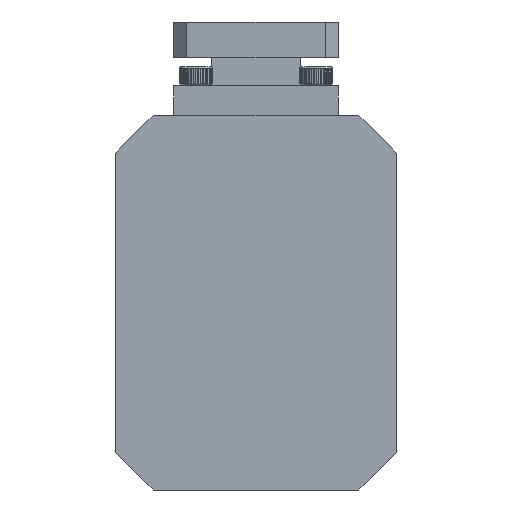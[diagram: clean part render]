
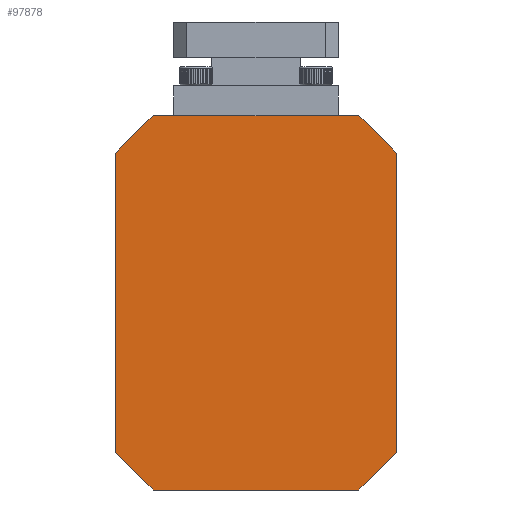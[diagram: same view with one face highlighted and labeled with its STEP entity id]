
A CAD part, front view. The second image highlights one B-rep face of the part: STEP entity #97878.
In plain terms, the highlighted planar face has unit normal (0, -1, 0).
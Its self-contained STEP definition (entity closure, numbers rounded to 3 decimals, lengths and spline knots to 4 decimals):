
#473 = EDGE_LOOP ( 'NONE', ( #33809, #4037, #72952, #42447, #52424, #68875, #49940, #86792, #15291, #91287 ) ) ;
#1582 = DIRECTION ( 'NONE',  ( -1., 0., 0. ) ) ;
#1753 = VERTEX_POINT ( 'NONE', #102817 ) ;
#4037 = ORIENTED_EDGE ( 'NONE', *, *, #18827, .T. ) ;
#4412 = VERTEX_POINT ( 'NONE', #82955 ) ;
#7150 = VECTOR ( 'NONE', #46365, 39.3701 ) ;
#7705 = EDGE_CURVE ( 'NONE', #101483, #81328, #21287, .T. ) ;
#8655 = EDGE_CURVE ( 'NONE', #84012, #22836, #25498, .T. ) ;
#12799 = CARTESIAN_POINT ( 'NONE',  ( -0.75, -0.44, -0.2 ) ) ;
#15051 = DIRECTION ( 'NONE',  ( 0.707, 0., 0.707 ) ) ;
#15291 = ORIENTED_EDGE ( 'NONE', *, *, #7705, .T. ) ;
#15774 = LINE ( 'NONE', #102190, #97483 ) ;
#15839 = VECTOR ( 'NONE', #15051, 39.3701 ) ;
#16868 = CARTESIAN_POINT ( 'NONE',  ( 0.55, -0.44, 0. ) ) ;
#17124 = EDGE_CURVE ( 'NONE', #22836, #1753, #47995, .T. ) ;
#17192 = DIRECTION ( 'NONE',  ( -1., 0., 0. ) ) ;
#18827 = EDGE_CURVE ( 'NONE', #75239, #84012, #104882, .T. ) ;
#19812 = VECTOR ( 'NONE', #1582, 39.3701 ) ;
#20689 = FACE_OUTER_BOUND ( 'NONE', #473, .T. ) ;
#20868 = EDGE_CURVE ( 'NONE', #75239, #54905, #97275, .T. ) ;
#21232 = PLANE ( 'NONE',  #31242 ) ;
#21287 = LINE ( 'NONE', #80162, #88531 ) ;
#21302 = DIRECTION ( 'NONE',  ( 1., 0., 0. ) ) ;
#22314 = CARTESIAN_POINT ( 'NONE',  ( 0., -0.44, 0. ) ) ;
#22836 = VERTEX_POINT ( 'NONE', #102440 ) ;
#24034 = CARTESIAN_POINT ( 'NONE',  ( -0.44, -0.44, 0. ) ) ;
#25498 = LINE ( 'NONE', #26594, #49954 ) ;
#26594 = CARTESIAN_POINT ( 'NONE',  ( -0.55, -0.44, 0. ) ) ;
#26916 = EDGE_CURVE ( 'NONE', #81328, #54905, #59951, .T. ) ;
#28286 = DIRECTION ( 'NONE',  ( 0.707, 0., -0.707 ) ) ;
#31242 = AXIS2_PLACEMENT_3D ( 'NONE', #22314, #97206, #64702 ) ;
#32242 = VERTEX_POINT ( 'NONE', #46706 ) ;
#33809 = ORIENTED_EDGE ( 'NONE', *, *, #20868, .F. ) ;
#38877 = CARTESIAN_POINT ( 'NONE',  ( 0.75, -0.44, -0.2 ) ) ;
#42447 = ORIENTED_EDGE ( 'NONE', *, *, #17124, .T. ) ;
#42537 = CARTESIAN_POINT ( 'NONE',  ( 0.55, -0.44, -2. ) ) ;
#44262 = LINE ( 'NONE', #102630, #73918 ) ;
#46365 = DIRECTION ( 'NONE',  ( 0., 0., -1. ) ) ;
#46706 = CARTESIAN_POINT ( 'NONE',  ( 0.75, -0.44, -1.8 ) ) ;
#47995 = LINE ( 'NONE', #12799, #7150 ) ;
#49159 = LINE ( 'NONE', #42537, #15839 ) ;
#49164 = VECTOR ( 'NONE', #17192, 39.3701 ) ;
#49940 = ORIENTED_EDGE ( 'NONE', *, *, #102364, .T. ) ;
#49954 = VECTOR ( 'NONE', #60195, 39.3701 ) ;
#51689 = CARTESIAN_POINT ( 'NONE',  ( -0.44, -0.44, 0. ) ) ;
#52424 = ORIENTED_EDGE ( 'NONE', *, *, #69972, .T. ) ;
#53700 = DIRECTION ( 'NONE',  ( -1., 0., 0. ) ) ;
#54344 = DIRECTION ( 'NONE',  ( -0.707, 0., 0.707 ) ) ;
#54905 = VERTEX_POINT ( 'NONE', #74230 ) ;
#59951 = LINE ( 'NONE', #51689, #19812 ) ;
#60195 = DIRECTION ( 'NONE',  ( -0.707, 0., -0.707 ) ) ;
#64702 = DIRECTION ( 'NONE',  ( 0., 0., -1. ) ) ;
#66468 = CARTESIAN_POINT ( 'NONE',  ( -0.55, -0.44, -2. ) ) ;
#68053 = EDGE_CURVE ( 'NONE', #4412, #99208, #92605, .T. ) ;
#68875 = ORIENTED_EDGE ( 'NONE', *, *, #68053, .F. ) ;
#69972 = EDGE_CURVE ( 'NONE', #1753, #99208, #44262, .T. ) ;
#72952 = ORIENTED_EDGE ( 'NONE', *, *, #8655, .T. ) ;
#73918 = VECTOR ( 'NONE', #28286, 39.3701 ) ;
#74015 = VECTOR ( 'NONE', #21302, 39.3701 ) ;
#74230 = CARTESIAN_POINT ( 'NONE',  ( 0.44, -0.44, 0. ) ) ;
#75239 = VERTEX_POINT ( 'NONE', #24034 ) ;
#78774 = CARTESIAN_POINT ( 'NONE',  ( -0.55, -0.44, 0. ) ) ;
#80162 = CARTESIAN_POINT ( 'NONE',  ( 0.75, -0.44, -0.2 ) ) ;
#81128 = EDGE_CURVE ( 'NONE', #32242, #101483, #15774, .T. ) ;
#81328 = VERTEX_POINT ( 'NONE', #16868 ) ;
#81634 = CARTESIAN_POINT ( 'NONE',  ( -0.75, -0.44, -2. ) ) ;
#82955 = CARTESIAN_POINT ( 'NONE',  ( 0.55, -0.44, -2. ) ) ;
#84012 = VERTEX_POINT ( 'NONE', #78774 ) ;
#86792 = ORIENTED_EDGE ( 'NONE', *, *, #81128, .T. ) ;
#88462 = CARTESIAN_POINT ( 'NONE',  ( 0., -0.44, 0. ) ) ;
#88531 = VECTOR ( 'NONE', #54344, 39.3701 ) ;
#91287 = ORIENTED_EDGE ( 'NONE', *, *, #26916, .T. ) ;
#92605 = LINE ( 'NONE', #81634, #49164 ) ;
#96605 = CARTESIAN_POINT ( 'NONE',  ( -0.44, -0.44, 0. ) ) ;
#97206 = DIRECTION ( 'NONE',  ( 0., -1., 0. ) ) ;
#97275 = LINE ( 'NONE', #88462, #74015 ) ;
#97483 = VECTOR ( 'NONE', #108813, 39.3701 ) ;
#97878 = ADVANCED_FACE ( 'NONE', ( #20689 ), #21232, .T. ) ;
#98936 = VECTOR ( 'NONE', #53700, 39.3701 ) ;
#99208 = VERTEX_POINT ( 'NONE', #66468 ) ;
#101483 = VERTEX_POINT ( 'NONE', #38877 ) ;
#102190 = CARTESIAN_POINT ( 'NONE',  ( 0.75, -0.44, -1.75 ) ) ;
#102364 = EDGE_CURVE ( 'NONE', #4412, #32242, #49159, .T. ) ;
#102440 = CARTESIAN_POINT ( 'NONE',  ( -0.75, -0.44, -0.2 ) ) ;
#102630 = CARTESIAN_POINT ( 'NONE',  ( -0.75, -0.44, -1.8 ) ) ;
#102817 = CARTESIAN_POINT ( 'NONE',  ( -0.75, -0.44, -1.8 ) ) ;
#104882 = LINE ( 'NONE', #96605, #98936 ) ;
#108813 = DIRECTION ( 'NONE',  ( 0., 0., 1. ) ) ;
